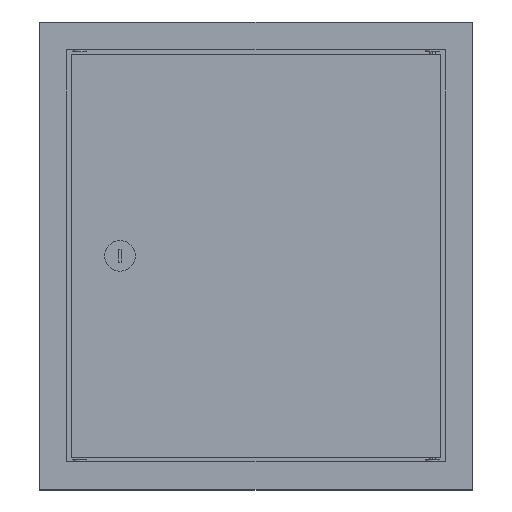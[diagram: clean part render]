
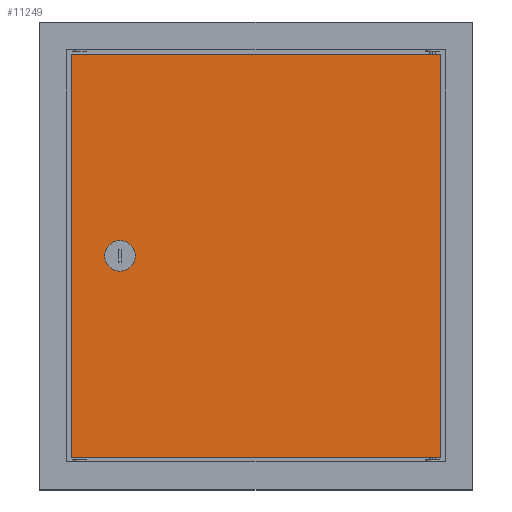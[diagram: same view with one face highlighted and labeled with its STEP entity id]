
A CAD part, top view. The second image highlights one B-rep face of the part: STEP entity #11249.
In plain terms, the highlighted planar face has unit normal (0, 0, 1).
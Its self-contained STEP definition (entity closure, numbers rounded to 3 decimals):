
#1707 = CARTESIAN_POINT ( 'NONE',  ( -132.5, 144.5, 138.2 ) ) ;
#2554 = DIRECTION ( 'NONE',  ( 1., 0., 0. ) ) ;
#3195 = VERTEX_POINT ( 'NONE', #9919 ) ;
#3773 = ORIENTED_EDGE ( 'NONE', *, *, #56499, .F. ) ;
#5279 = EDGE_CURVE ( 'NONE', #3195, #19172, #66072, .T. ) ;
#6440 = AXIS2_PLACEMENT_3D ( 'NONE', #62569, #33603, #55491 ) ;
#9111 = CARTESIAN_POINT ( 'NONE',  ( 0., 0., 138.2 ) ) ;
#9919 = CARTESIAN_POINT ( 'NONE',  ( -86.5, 0., 138.2 ) ) ;
#11249 = ADVANCED_FACE ( 'NONE', ( #58420, #19611 ), #53688, .F. ) ;
#13359 = LINE ( 'NONE', #41035, #34623 ) ;
#13799 = VERTEX_POINT ( 'NONE', #66830 ) ;
#16053 = DIRECTION ( 'NONE',  ( 0., 0., -1. ) ) ;
#17964 = VERTEX_POINT ( 'NONE', #1707 ) ;
#18041 = ORIENTED_EDGE ( 'NONE', *, *, #52265, .T. ) ;
#19172 = VERTEX_POINT ( 'NONE', #40791 ) ;
#19611 = FACE_OUTER_BOUND ( 'NONE', #42656, .T. ) ;
#20434 = AXIS2_PLACEMENT_3D ( 'NONE', #9111, #57959, #47919 ) ;
#20788 = EDGE_CURVE ( 'NONE', #19172, #3195, #29595, .T. ) ;
#21966 = EDGE_CURVE ( 'NONE', #34563, #41303, #47131, .T. ) ;
#27158 = DIRECTION ( 'NONE',  ( 0., -1., 0. ) ) ;
#27479 = CARTESIAN_POINT ( 'NONE',  ( 132.5, -144.5, 138.2 ) ) ;
#28070 = EDGE_CURVE ( 'NONE', #13799, #41303, #66948, .T. ) ;
#29595 = CIRCLE ( 'NONE', #69734, 11. ) ;
#29900 = CARTESIAN_POINT ( 'NONE',  ( 0., -144.5, 138.2 ) ) ;
#31180 = VECTOR ( 'NONE', #48118, 1000. ) ;
#33603 = DIRECTION ( 'NONE',  ( 0., 0., -1. ) ) ;
#33660 = VECTOR ( 'NONE', #27158, 1000. ) ;
#34563 = VERTEX_POINT ( 'NONE', #69918 ) ;
#34593 = ORIENTED_EDGE ( 'NONE', *, *, #21966, .T. ) ;
#34623 = VECTOR ( 'NONE', #51441, 1000. ) ;
#40791 = CARTESIAN_POINT ( 'NONE',  ( -108.5, 0., 138.2 ) ) ;
#41035 = CARTESIAN_POINT ( 'NONE',  ( 0., 144.5, 138.2 ) ) ;
#41303 = VERTEX_POINT ( 'NONE', #27479 ) ;
#42256 = CARTESIAN_POINT ( 'NONE',  ( -97.5, 0., 138.2 ) ) ;
#42656 = EDGE_LOOP ( 'NONE', ( #34593, #63690, #3773, #18041 ) ) ;
#47131 = LINE ( 'NONE', #29900, #62792 ) ;
#47919 = DIRECTION ( 'NONE',  ( -1., 0., 0. ) ) ;
#48118 = DIRECTION ( 'NONE',  ( 0., -1., 0. ) ) ;
#51441 = DIRECTION ( 'NONE',  ( 1., 0., 0. ) ) ;
#52265 = EDGE_CURVE ( 'NONE', #17964, #34563, #53875, .T. ) ;
#53142 = CARTESIAN_POINT ( 'NONE',  ( -132.5, 867., 138.2 ) ) ;
#53688 = PLANE ( 'NONE',  #20434 ) ;
#53875 = LINE ( 'NONE', #53142, #31180 ) ;
#54804 = CARTESIAN_POINT ( 'NONE',  ( 132.5, 0., 138.2 ) ) ;
#55491 = DIRECTION ( 'NONE',  ( 1., 0., 0. ) ) ;
#56499 = EDGE_CURVE ( 'NONE', #17964, #13799, #13359, .T. ) ;
#57959 = DIRECTION ( 'NONE',  ( 0., 0., -1. ) ) ;
#58420 = FACE_BOUND ( 'NONE', #69728, .T. ) ;
#60204 = DIRECTION ( 'NONE',  ( 1., 0., 0. ) ) ;
#62569 = CARTESIAN_POINT ( 'NONE',  ( -97.5, 0., 138.2 ) ) ;
#62792 = VECTOR ( 'NONE', #2554, 1000. ) ;
#63690 = ORIENTED_EDGE ( 'NONE', *, *, #28070, .F. ) ;
#63880 = ORIENTED_EDGE ( 'NONE', *, *, #20788, .T. ) ;
#66072 = CIRCLE ( 'NONE', #6440, 11. ) ;
#66830 = CARTESIAN_POINT ( 'NONE',  ( 132.5, 144.5, 138.2 ) ) ;
#66948 = LINE ( 'NONE', #54804, #33660 ) ;
#68060 = ORIENTED_EDGE ( 'NONE', *, *, #5279, .T. ) ;
#69728 = EDGE_LOOP ( 'NONE', ( #68060, #63880 ) ) ;
#69734 = AXIS2_PLACEMENT_3D ( 'NONE', #42256, #16053, #60204 ) ;
#69918 = CARTESIAN_POINT ( 'NONE',  ( -132.5, -144.5, 138.2 ) ) ;
